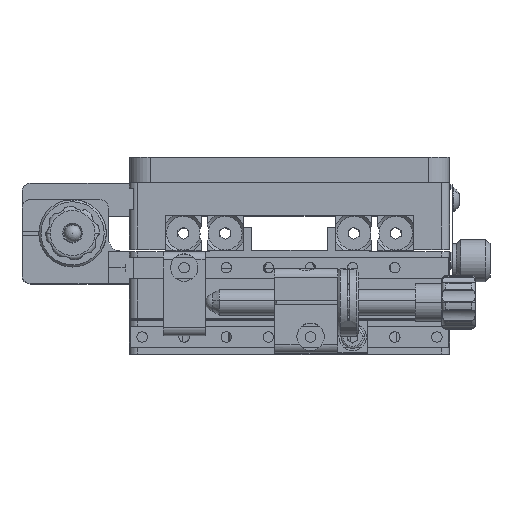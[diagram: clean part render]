
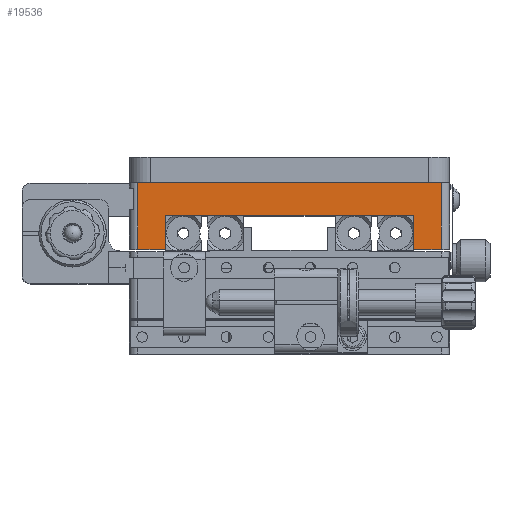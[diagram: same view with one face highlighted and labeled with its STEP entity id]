
A CAD part, top view. The second image highlights one B-rep face of the part: STEP entity #19536.
In plain terms, the highlighted planar face has unit normal (0, 0, 1).
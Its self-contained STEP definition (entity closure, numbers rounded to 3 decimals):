
#113 = DIRECTION ( 'NONE',  ( 0., 1., 0. ) ) ;
#1028 = LINE ( 'NONE', #6677, #29562 ) ;
#1129 = EDGE_CURVE ( 'NONE', #33788, #49567, #13352, .T. ) ;
#1358 = ORIENTED_EDGE ( 'NONE', *, *, #1129, .T. ) ;
#1808 = VECTOR ( 'NONE', #39799, 1000. ) ;
#2488 = CARTESIAN_POINT ( 'NONE',  ( 38.591, 12.921, 141.15 ) ) ;
#2613 = EDGE_CURVE ( 'NONE', #17052, #47621, #4058, .T. ) ;
#2626 = DIRECTION ( 'NONE',  ( -1., 0., 0. ) ) ;
#3026 = VECTOR ( 'NONE', #39045, 1000. ) ;
#3604 = EDGE_CURVE ( 'NONE', #20779, #17052, #34867, .T. ) ;
#3663 = AXIS2_PLACEMENT_3D ( 'NONE', #40804, #17617, #44714 ) ;
#3996 = CARTESIAN_POINT ( 'NONE',  ( 38.591, 12.821, 141.15 ) ) ;
#4058 = LINE ( 'NONE', #17818, #44073 ) ;
#4628 = CARTESIAN_POINT ( 'NONE',  ( -4.409, 12.821, 141.15 ) ) ;
#6677 = CARTESIAN_POINT ( 'NONE',  ( -4.409, 12.921, 141.15 ) ) ;
#7403 = CARTESIAN_POINT ( 'NONE',  ( -20.909, 20.721, 141.15 ) ) ;
#7878 = ORIENTED_EDGE ( 'NONE', *, *, #14995, .F. ) ;
#8262 = VECTOR ( 'NONE', #35651, 1000. ) ;
#8901 = CARTESIAN_POINT ( 'NONE',  ( 46.591, 12.821, 141.15 ) ) ;
#9834 = CARTESIAN_POINT ( 'NONE',  ( 53.091, 14.321, 141.15 ) ) ;
#10213 = ORIENTED_EDGE ( 'NONE', *, *, #26150, .F. ) ;
#10480 = LINE ( 'NONE', #29791, #20805 ) ;
#11458 = CARTESIAN_POINT ( 'NONE',  ( -18.909, 4.921, 141.15 ) ) ;
#11797 = VECTOR ( 'NONE', #113, 1000. ) ;
#11855 = CARTESIAN_POINT ( 'NONE',  ( 46.591, 4.921, 141.15 ) ) ;
#12105 = LINE ( 'NONE', #16614, #1808 ) ;
#13352 = LINE ( 'NONE', #15865, #3026 ) ;
#14090 = EDGE_CURVE ( 'NONE', #20779, #39748, #49701, .T. ) ;
#14995 = EDGE_CURVE ( 'NONE', #39284, #49567, #10480, .T. ) ;
#15865 = CARTESIAN_POINT ( 'NONE',  ( -18.909, 14.321, 141.15 ) ) ;
#16171 = VERTEX_POINT ( 'NONE', #35601 ) ;
#16614 = CARTESIAN_POINT ( 'NONE',  ( -12.409, 4.921, 141.15 ) ) ;
#16758 = LINE ( 'NONE', #7403, #46471 ) ;
#17052 = VERTEX_POINT ( 'NONE', #39172 ) ;
#17617 = DIRECTION ( 'NONE',  ( 0., 0., -1. ) ) ;
#17806 = CARTESIAN_POINT ( 'NONE',  ( -12.409, 12.821, 141.15 ) ) ;
#17818 = CARTESIAN_POINT ( 'NONE',  ( 46.591, 4.921, 141.15 ) ) ;
#18257 = EDGE_CURVE ( 'NONE', #39407, #35300, #49449, .T. ) ;
#19536 = ADVANCED_FACE ( 'NONE', ( #36460 ), #48429, .F. ) ;
#19702 = DIRECTION ( 'NONE',  ( -1., 0., 0. ) ) ;
#20287 = ORIENTED_EDGE ( 'NONE', *, *, #36921, .F. ) ;
#20627 = CARTESIAN_POINT ( 'NONE',  ( -18.909, 20.721, 141.15 ) ) ;
#20659 = VECTOR ( 'NONE', #47477, 1000. ) ;
#20779 = VERTEX_POINT ( 'NONE', #42507 ) ;
#20805 = VECTOR ( 'NONE', #2626, 1000. ) ;
#21370 = DIRECTION ( 'NONE',  ( 0., 1., 0. ) ) ;
#21374 = ORIENTED_EDGE ( 'NONE', *, *, #14090, .T. ) ;
#21836 = LINE ( 'NONE', #40018, #20659 ) ;
#22061 = CARTESIAN_POINT ( 'NONE',  ( 53.091, 20.721, 141.15 ) ) ;
#22099 = LINE ( 'NONE', #3996, #11797 ) ;
#23047 = ORIENTED_EDGE ( 'NONE', *, *, #24271, .F. ) ;
#24271 = EDGE_CURVE ( 'NONE', #36118, #39284, #12105, .T. ) ;
#26150 = EDGE_CURVE ( 'NONE', #16171, #28530, #22099, .T. ) ;
#26753 = DIRECTION ( 'NONE',  ( 1., 0., 0. ) ) ;
#27194 = EDGE_CURVE ( 'NONE', #33788, #39748, #16758, .T. ) ;
#28182 = CARTESIAN_POINT ( 'NONE',  ( -12.409, 12.821, 141.15 ) ) ;
#28438 = EDGE_LOOP ( 'NONE', ( #28502, #21374, #48842, #1358, #7878, #23047, #20287, #38096, #41667, #10213, #41488, #44399 ) ) ;
#28502 = ORIENTED_EDGE ( 'NONE', *, *, #3604, .F. ) ;
#28530 = VERTEX_POINT ( 'NONE', #2488 ) ;
#29116 = VECTOR ( 'NONE', #21370, 1000. ) ;
#29562 = VECTOR ( 'NONE', #41565, 1000. ) ;
#29791 = CARTESIAN_POINT ( 'NONE',  ( -20.909, 4.921, 141.15 ) ) ;
#30628 = CARTESIAN_POINT ( 'NONE',  ( -12.409, 4.921, 141.15 ) ) ;
#31294 = CARTESIAN_POINT ( 'NONE',  ( -4.409, 12.921, 141.15 ) ) ;
#33788 = VERTEX_POINT ( 'NONE', #20627 ) ;
#34867 = LINE ( 'NONE', #11855, #43885 ) ;
#35300 = VERTEX_POINT ( 'NONE', #41734 ) ;
#35601 = CARTESIAN_POINT ( 'NONE',  ( 38.591, 12.821, 141.15 ) ) ;
#35651 = DIRECTION ( 'NONE',  ( -1., 0., 0. ) ) ;
#35685 = DIRECTION ( 'NONE',  ( 0., -1., 0. ) ) ;
#36118 = VERTEX_POINT ( 'NONE', #17806 ) ;
#36460 = FACE_OUTER_BOUND ( 'NONE', #28438, .T. ) ;
#36921 = EDGE_CURVE ( 'NONE', #35300, #36118, #37987, .T. ) ;
#37987 = LINE ( 'NONE', #28182, #8262 ) ;
#38096 = ORIENTED_EDGE ( 'NONE', *, *, #18257, .F. ) ;
#39045 = DIRECTION ( 'NONE',  ( 0., -1., 0. ) ) ;
#39172 = CARTESIAN_POINT ( 'NONE',  ( 46.591, 4.921, 141.15 ) ) ;
#39284 = VERTEX_POINT ( 'NONE', #30628 ) ;
#39407 = VERTEX_POINT ( 'NONE', #31294 ) ;
#39748 = VERTEX_POINT ( 'NONE', #22061 ) ;
#39799 = DIRECTION ( 'NONE',  ( 0., -1., 0. ) ) ;
#40018 = CARTESIAN_POINT ( 'NONE',  ( 46.591, 12.821, 141.15 ) ) ;
#40351 = VECTOR ( 'NONE', #35685, 1000. ) ;
#40804 = CARTESIAN_POINT ( 'NONE',  ( -20.909, 14.321, 141.15 ) ) ;
#41488 = ORIENTED_EDGE ( 'NONE', *, *, #45536, .F. ) ;
#41565 = DIRECTION ( 'NONE',  ( -1., 0., 0. ) ) ;
#41667 = ORIENTED_EDGE ( 'NONE', *, *, #42516, .F. ) ;
#41734 = CARTESIAN_POINT ( 'NONE',  ( -4.409, 12.821, 141.15 ) ) ;
#42507 = CARTESIAN_POINT ( 'NONE',  ( 53.091, 4.921, 141.15 ) ) ;
#42516 = EDGE_CURVE ( 'NONE', #28530, #39407, #1028, .T. ) ;
#43885 = VECTOR ( 'NONE', #19702, 1000. ) ;
#44073 = VECTOR ( 'NONE', #48796, 1000. ) ;
#44399 = ORIENTED_EDGE ( 'NONE', *, *, #2613, .F. ) ;
#44714 = DIRECTION ( 'NONE',  ( 1., 0., 0. ) ) ;
#45536 = EDGE_CURVE ( 'NONE', #47621, #16171, #21836, .T. ) ;
#46471 = VECTOR ( 'NONE', #26753, 1000. ) ;
#47477 = DIRECTION ( 'NONE',  ( -1., 0., 0. ) ) ;
#47621 = VERTEX_POINT ( 'NONE', #8901 ) ;
#48429 = PLANE ( 'NONE',  #3663 ) ;
#48796 = DIRECTION ( 'NONE',  ( 0., 1., 0. ) ) ;
#48842 = ORIENTED_EDGE ( 'NONE', *, *, #27194, .F. ) ;
#49449 = LINE ( 'NONE', #4628, #40351 ) ;
#49567 = VERTEX_POINT ( 'NONE', #11458 ) ;
#49701 = LINE ( 'NONE', #9834, #29116 ) ;
